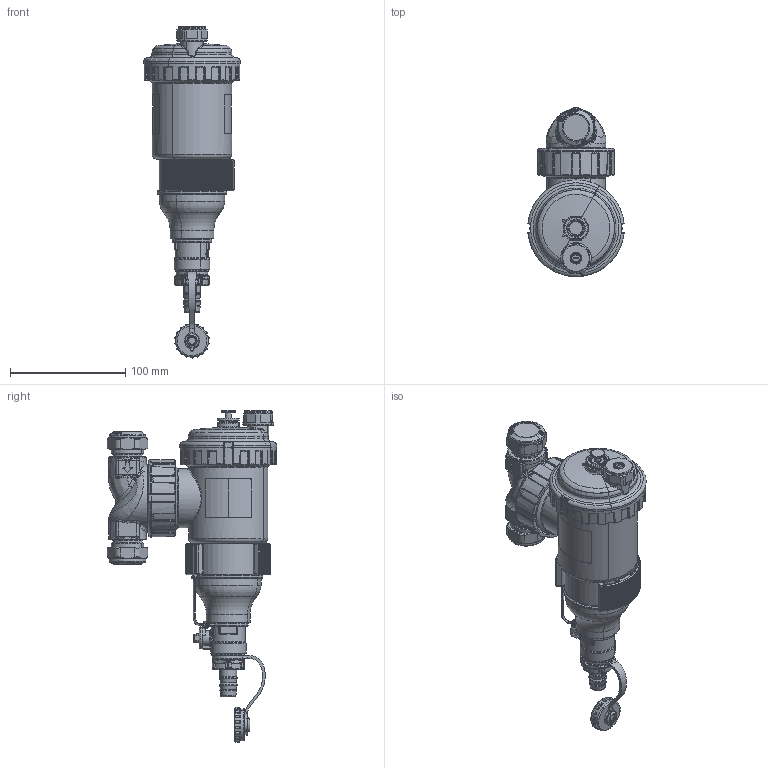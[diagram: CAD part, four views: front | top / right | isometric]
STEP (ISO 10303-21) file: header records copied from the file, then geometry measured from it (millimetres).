
FILE_DESCRIPTION(('CATIA V5 STEP Exchange','CAx-IF Rec.Pracs.--- Model Styling and Organization---1.5--- 2016-08-15','CAx-IF Rec.Pracs.---Supplemental Geometry---1.0---2011-11-01','CAx-IF Rec.Pracs.--- Composite Materials ---3.4---2017-06-13','CAx-IF Rec.Pracs.---Tessellated 3D Geometry---1.0---2015-12-17'),'2;1');
FILE_NAME('STEP_545702_-_TST.stp','2024-03-26T17:18:03+00:00',('none'),('none'),'CATIA Version 5-6 Release 2020 SP5','CATIA V5 STEP AP242 v2','none');
FILE_SCHEMA(('AP242_MANAGED_MODEL_BASED_3D_ENGINEERING_MIM_LF {1 0 10303 442 1 1 4}'));
Products named in the file (1): 545702 - TST
Bounding box: 83.57 x 146.99 x 288.38 mm (x, y, z)
Volume: 828475.6 mm3; surface area: 100703.8 mm2
Topology: 5 solids, 15 shells, 5120 faces, 12172 edges, 6853 vertices
Faces by surface type: bspline 2181, cylinder 1042, plane 723, torus 619, cone 346, sphere 192, revolution 17
Entity records: 255147 total; most frequent: CARTESIAN_POINT 163959, ORIENTED_EDGE 23776, EDGE_CURVE 11888, DIRECTION 9492, VERTEX_POINT 6853, B_SPLINE_CURVE_WITH_KNOTS 6604, AXIS2_PLACEMENT_3D 5402, EDGE_LOOP 5215
